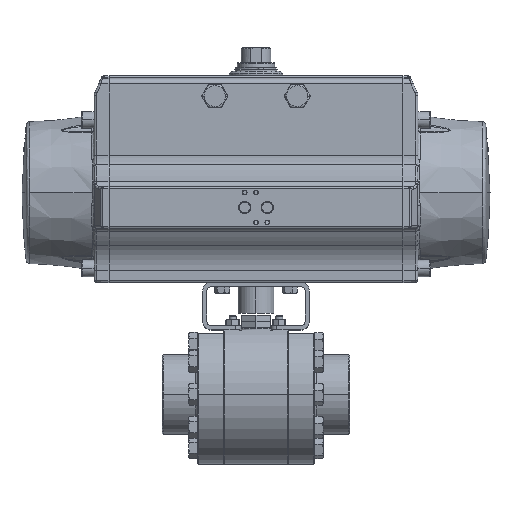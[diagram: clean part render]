
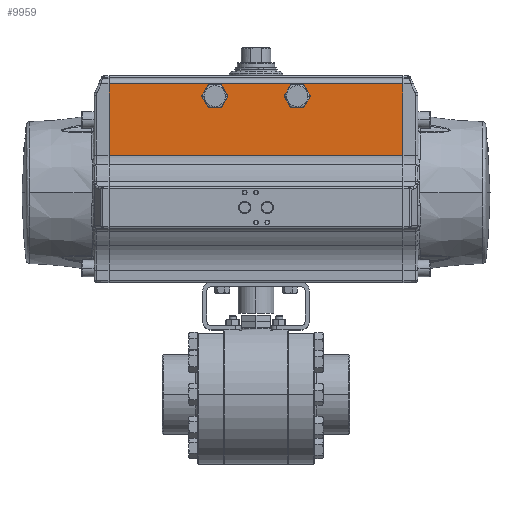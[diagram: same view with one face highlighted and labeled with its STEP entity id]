
A CAD part, top view. The second image highlights one B-rep face of the part: STEP entity #9959.
In plain terms, the highlighted planar face has unit normal (0, 0, 1).
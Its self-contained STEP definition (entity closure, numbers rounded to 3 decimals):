
#188 = DIRECTION ( 'NONE',  ( 1., 0., 0. ) ) ;
#617 = VERTEX_POINT ( 'NONE', #25291 ) ;
#633 = CARTESIAN_POINT ( 'NONE',  ( 6.181, 13.052, 3.15 ) ) ;
#3007 = DIRECTION ( 'NONE',  ( 0., 0., -1. ) ) ;
#3856 = CIRCLE ( 'NONE', #81967, 0.472 ) ;
#4283 = ORIENTED_EDGE ( 'NONE', *, *, #46204, .F. ) ;
#4462 = VECTOR ( 'NONE', #43252, 39.37 ) ;
#6706 = FACE_BOUND ( 'NONE', #79151, .T. ) ;
#8423 = CARTESIAN_POINT ( 'NONE',  ( -2.205, 12.541, 3.15 ) ) ;
#8554 = CIRCLE ( 'NONE', #76886, 0.316 ) ;
#9517 = VERTEX_POINT ( 'NONE', #8423 ) ;
#9959 = ADVANCED_FACE ( 'NONE', ( #70506, #72493, #6706 ), #41152, .F. ) ;
#10673 = AXIS2_PLACEMENT_3D ( 'NONE', #72981, #3007, #47567 ) ;
#11116 = ORIENTED_EDGE ( 'NONE', *, *, #27536, .F. ) ;
#12027 = CARTESIAN_POINT ( 'NONE',  ( -1.732, 12.541, 3.15 ) ) ;
#12915 = CARTESIAN_POINT ( 'NONE',  ( -2.06, 13.052, 3.15 ) ) ;
#13130 = VERTEX_POINT ( 'NONE', #54632 ) ;
#13756 = CIRCLE ( 'NONE', #48932, 0.472 ) ;
#14479 = ORIENTED_EDGE ( 'NONE', *, *, #21682, .T. ) ;
#14863 = CIRCLE ( 'NONE', #37076, 0.316 ) ;
#16232 = ORIENTED_EDGE ( 'NONE', *, *, #70309, .F. ) ;
#18408 = DIRECTION ( 'NONE',  ( 1., 0., 0. ) ) ;
#21682 = EDGE_CURVE ( 'NONE', #60659, #38702, #57278, .T. ) ;
#23301 = EDGE_LOOP ( 'NONE', ( #46594, #14479, #16232, #70153 ) ) ;
#23528 = DIRECTION ( 'NONE',  ( 0., 0., 1. ) ) ;
#24460 = VECTOR ( 'NONE', #61826, 39.37 ) ;
#25291 = CARTESIAN_POINT ( 'NONE',  ( 2.048, 12.541, 3.15 ) ) ;
#25365 = CARTESIAN_POINT ( 'NONE',  ( 1.732, 12.541, 3.15 ) ) ;
#26831 = CARTESIAN_POINT ( 'NONE',  ( -6.181, 13.052, 3.15 ) ) ;
#27536 = EDGE_CURVE ( 'NONE', #13130, #9517, #3856, .T. ) ;
#31785 = DIRECTION ( 'NONE',  ( 1., 0., 0. ) ) ;
#34131 = DIRECTION ( 'NONE',  ( 0., 0., 1. ) ) ;
#36133 = CARTESIAN_POINT ( 'NONE',  ( 6.181, 13.052, 3.15 ) ) ;
#36844 = CARTESIAN_POINT ( 'NONE',  ( 6.181, 10.055, 3.15 ) ) ;
#37076 = AXIS2_PLACEMENT_3D ( 'NONE', #25365, #69994, #31785 ) ;
#37302 = ORIENTED_EDGE ( 'NONE', *, *, #48873, .F. ) ;
#38490 = CARTESIAN_POINT ( 'NONE',  ( -6.181, 13.052, 3.15 ) ) ;
#38702 = VERTEX_POINT ( 'NONE', #36133 ) ;
#38769 = CARTESIAN_POINT ( 'NONE',  ( 2.06, 13.052, 3.15 ) ) ;
#41152 = PLANE ( 'NONE',  #10673 ) ;
#43039 = EDGE_CURVE ( 'NONE', #67587, #60659, #53830, .T. ) ;
#43252 = DIRECTION ( 'NONE',  ( 0., 1., 0. ) ) ;
#44647 = EDGE_CURVE ( 'NONE', #68474, #617, #14863, .T. ) ;
#45350 = CARTESIAN_POINT ( 'NONE',  ( 6.181, 10.055, 3.15 ) ) ;
#46081 = EDGE_LOOP ( 'NONE', ( #37302, #48574 ) ) ;
#46204 = EDGE_CURVE ( 'NONE', #9517, #13130, #13756, .T. ) ;
#46594 = ORIENTED_EDGE ( 'NONE', *, *, #43039, .T. ) ;
#47567 = DIRECTION ( 'NONE',  ( -1., 0., 0. ) ) ;
#47964 = CARTESIAN_POINT ( 'NONE',  ( -6.181, 10.055, 3.15 ) ) ;
#48574 = ORIENTED_EDGE ( 'NONE', *, *, #44647, .F. ) ;
#48873 = EDGE_CURVE ( 'NONE', #617, #68474, #8554, .T. ) ;
#48932 = AXIS2_PLACEMENT_3D ( 'NONE', #72368, #34131, #78763 ) ;
#49832 = VECTOR ( 'NONE', #188, 39.37 ) ;
#53830 = LINE ( 'NONE', #57283, #49832 ) ;
#54145 = VERTEX_POINT ( 'NONE', #26831 ) ;
#54632 = CARTESIAN_POINT ( 'NONE',  ( -1.26, 12.541, 3.15 ) ) ;
#55411 = CARTESIAN_POINT ( 'NONE',  ( -6.181, 13.052, 3.15 ) ) ;
#56583 = DIRECTION ( 'NONE',  ( 0., 0., 1. ) ) ;
#57278 = LINE ( 'NONE', #36844, #4462 ) ;
#57283 = CARTESIAN_POINT ( 'NONE',  ( 6.181, 10.055, 3.15 ) ) ;
#60376 = LINE ( 'NONE', #55411, #24460 ) ;
#60659 = VERTEX_POINT ( 'NONE', #45350 ) ;
#61720 = CARTESIAN_POINT ( 'NONE',  ( 1.732, 12.541, 3.15 ) ) ;
#61826 = DIRECTION ( 'NONE',  ( 0., -1., 0. ) ) ;
#67587 = VERTEX_POINT ( 'NONE', #47964 ) ;
#68134 = DIRECTION ( 'NONE',  ( 1., 0., 0. ) ) ;
#68474 = VERTEX_POINT ( 'NONE', #71871 ) ;
#69994 = DIRECTION ( 'NONE',  ( 0., 0., 1. ) ) ;
#70153 = ORIENTED_EDGE ( 'NONE', *, *, #79839, .T. ) ;
#70309 = EDGE_CURVE ( 'NONE', #54145, #38702, #81074, .T. ) ;
#70506 = FACE_OUTER_BOUND ( 'NONE', #23301, .T. ) ;
#71871 = CARTESIAN_POINT ( 'NONE',  ( 1.416, 12.541, 3.15 ) ) ;
#72368 = CARTESIAN_POINT ( 'NONE',  ( -1.732, 12.541, 3.15 ) ) ;
#72493 = FACE_BOUND ( 'NONE', #46081, .T. ) ;
#72981 = CARTESIAN_POINT ( 'NONE',  ( 6.181, 13.052, 3.15 ) ) ;
#76886 = AXIS2_PLACEMENT_3D ( 'NONE', #61720, #23528, #68134 ) ;
#78763 = DIRECTION ( 'NONE',  ( 1., 0., 0. ) ) ;
#79151 = EDGE_LOOP ( 'NONE', ( #11116, #4283 ) ) ;
#79839 = EDGE_CURVE ( 'NONE', #54145, #67587, #60376, .T. ) ;
#81074 = B_SPLINE_CURVE_WITH_KNOTS ( 'NONE', 3,
 ( #38490, #12915, #38769, #633 ),
 .UNSPECIFIED., .F., .F.,
 ( 4, 4 ),
 ( 0., 1. ),
 .UNSPECIFIED. ) ;
#81967 = AXIS2_PLACEMENT_3D ( 'NONE', #12027, #56583, #18408 ) ;
